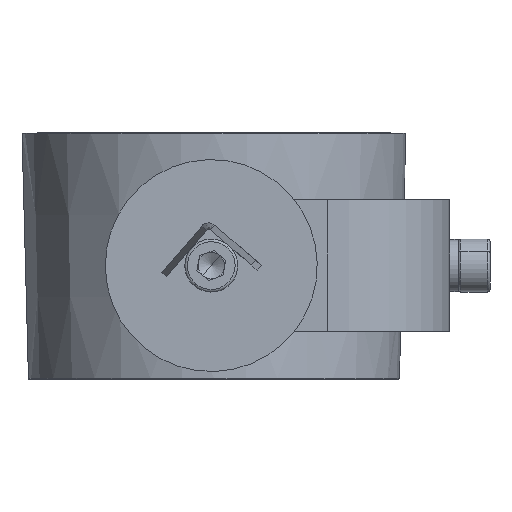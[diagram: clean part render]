
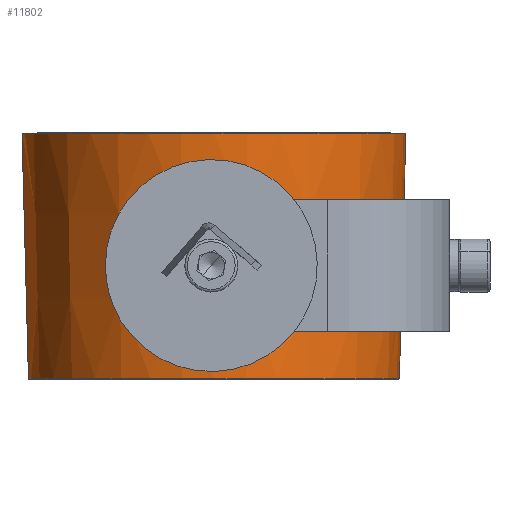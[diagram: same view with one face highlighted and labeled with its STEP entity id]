
A CAD part, front view. The second image highlights one B-rep face of the part: STEP entity #11802.
In plain terms, the highlighted conical face has half-angle 1.5 degrees and reference radius 35 mm.
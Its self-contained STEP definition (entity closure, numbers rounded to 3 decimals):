
#17 = CARTESIAN_POINT ( 'NONE',  ( 34.62, -7.244, 14.118 ) ) ;
#89 = CARTESIAN_POINT ( 'NONE',  ( 35.834, 0., 31.848 ) ) ;
#165 = CARTESIAN_POINT ( 'NONE',  ( 35.396, -5.349, 30.368 ) ) ;
#193 = LINE ( 'NONE', #256, #5042 ) ;
#228 = CARTESIAN_POINT ( 'NONE',  ( 34.155, -9.522, 17.471 ) ) ;
#245 = CARTESIAN_POINT ( 'NONE',  ( -35., 0., 0. ) ) ;
#256 = CARTESIAN_POINT ( 'NONE',  ( 35., 0., 0. ) ) ;
#333 = DIRECTION ( 'NONE',  ( -1., 0., 0. ) ) ;
#337 = CARTESIAN_POINT ( 'NONE',  ( 34.503, -9.134, 26.363 ) ) ;
#385 = CARTESIAN_POINT ( 'NONE',  ( 35.206, -2.665, 11.476 ) ) ;
#452 = EDGE_CURVE ( 'NONE', #5869, #10478, #3838, .T. ) ;
#526 = DIRECTION ( 'NONE',  ( 0.026, 0., 1. ) ) ;
#905 = EDGE_CURVE ( 'NONE', #2951, #9629, #8661, .T. ) ;
#1115 = CARTESIAN_POINT ( 'NONE',  ( 34.429, -9.362, 25.908 ) ) ;
#1181 = CARTESIAN_POINT ( 'NONE',  ( 34.084, -10.262, 22.73 ) ) ;
#1352 = CARTESIAN_POINT ( 'NONE',  ( 35.062, -4.233, 12.051 ) ) ;
#1524 = AXIS2_PLACEMENT_3D ( 'NONE', #11474, #3939, #333 ) ;
#1744 = ORIENTED_EDGE ( 'NONE', *, *, #4692, .T. ) ;
#1981 = CARTESIAN_POINT ( 'NONE',  ( 35.74, -2.535, 31.545 ) ) ;
#2035 = CARTESIAN_POINT ( 'NONE',  ( 34.296, -9.747, 24.971 ) ) ;
#2155 = CARTESIAN_POINT ( 'NONE',  ( 34.661, -8.612, 27.24 ) ) ;
#2460 = DIRECTION ( 'NONE',  ( 1., 0., 0. ) ) ;
#2473 = ORIENTED_EDGE ( 'NONE', *, *, #3884, .T. ) ;
#2525 = AXIS2_PLACEMENT_3D ( 'NONE', #5710, #9550, #3882 ) ;
#2857 = AXIS2_PLACEMENT_3D ( 'NONE', #5962, #10659, #2460 ) ;
#2934 = EDGE_CURVE ( 'NONE', #11621, #2951, #5761, .T. ) ;
#2951 = VERTEX_POINT ( 'NONE', #7253 ) ;
#2986 = CARTESIAN_POINT ( 'NONE',  ( 35.81, -1.283, 31.771 ) ) ;
#3109 = VERTEX_POINT ( 'NONE', #6587 ) ;
#3120 = CARTESIAN_POINT ( 'NONE',  ( 35.834, -0.258, 31.848 ) ) ;
#3179 = CARTESIAN_POINT ( 'NONE',  ( 34.052, -10.019, 18.915 ) ) ;
#3354 = LINE ( 'NONE', #5399, #4791 ) ;
#3838 = LINE ( 'NONE', #245, #8053 ) ;
#3882 = DIRECTION ( 'NONE',  ( -1., 0., 0. ) ) ;
#3884 = EDGE_CURVE ( 'NONE', #7586, #10478, #10976, .T. ) ;
#3886 = CARTESIAN_POINT ( 'NONE',  ( 34.14, -10.143, 23.488 ) ) ;
#3890 = CARTESIAN_POINT ( 'NONE',  ( 36.218, 0., 46.5 ) ) ;
#3939 = DIRECTION ( 'NONE',  ( 0., 0., 1. ) ) ;
#3999 = CARTESIAN_POINT ( 'NONE',  ( 34.024, -10.345, 21.458 ) ) ;
#4270 = FACE_OUTER_BOUND ( 'NONE', #8827, .T. ) ;
#4692 = EDGE_CURVE ( 'NONE', #9629, #7586, #193, .T. ) ;
#4736 = CARTESIAN_POINT ( 'NONE',  ( 34.743, -8.321, 27.654 ) ) ;
#4791 = VECTOR ( 'NONE', #526, 1000. ) ;
#4793 = CARTESIAN_POINT ( 'NONE',  ( 34.363, -8.554, 15.671 ) ) ;
#4863 = CARTESIAN_POINT ( 'NONE',  ( 34.91, -7.685, 28.435 ) ) ;
#4918 = CARTESIAN_POINT ( 'NONE',  ( 34.101, -10.229, 22.983 ) ) ;
#5042 = VECTOR ( 'NONE', #7655, 1000. ) ;
#5399 = CARTESIAN_POINT ( 'NONE',  ( 35., 0., 0. ) ) ;
#5486 = ORIENTED_EDGE ( 'NONE', *, *, #2934, .T. ) ;
#5656 = CARTESIAN_POINT ( 'NONE',  ( 34.237, -9.905, 24.488 ) ) ;
#5710 = CARTESIAN_POINT ( 'NONE',  ( 0., 0., 46.5 ) ) ;
#5722 = CARTESIAN_POINT ( 'NONE',  ( 35.292, 0., 11.148 ) ) ;
#5761 = B_SPLINE_CURVE_WITH_KNOTS ( 'NONE', 3,
 ( #5885, #6839, #6895, #9597, #10570, #385, #10506, #1352, #6010, #6071, #7869, #8524, #11527, #6966 ),
 .UNSPECIFIED., .F., .F.,
 ( 4, 2, 2, 2, 2, 2, 4 ),
 ( 0.057, 0.058, 0.059, 0.061, 0.062, 0.063, 0.065 ),
 .UNSPECIFIED. ) ;
#5778 = CARTESIAN_POINT ( 'NONE',  ( 34.304, -8.829, 16.098 ) ) ;
#5869 = VERTEX_POINT ( 'NONE', #11240 ) ;
#5885 = CARTESIAN_POINT ( 'NONE',  ( 35.292, 0., 11.148 ) ) ;
#5899 = CARTESIAN_POINT ( 'NONE',  ( 34.553, -7.609, 14.477 ) ) ;
#5900 = CARTESIAN_POINT ( 'NONE',  ( 35.282, -5.977, 29.945 ) ) ;
#5962 = CARTESIAN_POINT ( 'NONE',  ( 0., 0., 0. ) ) ;
#6010 = CARTESIAN_POINT ( 'NONE',  ( 35.028, -4.54, 12.195 ) ) ;
#6071 = CARTESIAN_POINT ( 'NONE',  ( 34.954, -5.132, 12.509 ) ) ;
#6587 = CARTESIAN_POINT ( 'NONE',  ( 35.005, 0., 0.195 ) ) ;
#6616 = CARTESIAN_POINT ( 'NONE',  ( 34.135, -9.618, 17.707 ) ) ;
#6668 = ORIENTED_EDGE ( 'NONE', *, *, #452, .F. ) ;
#6675 = CARTESIAN_POINT ( 'NONE',  ( 35.819, -1.029, 31.8 ) ) ;
#6734 = CARTESIAN_POINT ( 'NONE',  ( 35.774, -2.039, 31.658 ) ) ;
#6800 = CARTESIAN_POINT ( 'NONE',  ( 35.834, 0., 31.848 ) ) ;
#6839 = CARTESIAN_POINT ( 'NONE',  ( 35.292, -0.335, 11.148 ) ) ;
#6895 = CARTESIAN_POINT ( 'NONE',  ( 35.288, -0.67, 11.164 ) ) ;
#6966 = CARTESIAN_POINT ( 'NONE',  ( 34.62, -7.244, 14.118 ) ) ;
#7253 = CARTESIAN_POINT ( 'NONE',  ( 34.62, -7.244, 14.118 ) ) ;
#7518 = CARTESIAN_POINT ( 'NONE',  ( 34.226, -9.196, 16.772 ) ) ;
#7572 = CARTESIAN_POINT ( 'NONE',  ( 35.466, -4.911, 30.619 ) ) ;
#7586 = VERTEX_POINT ( 'NONE', #3890 ) ;
#7629 = CARTESIAN_POINT ( 'NONE',  ( 34.08, -9.88, 18.425 ) ) ;
#7655 = DIRECTION ( 'NONE',  ( 0.026, 0., 1. ) ) ;
#7695 = CARTESIAN_POINT ( 'NONE',  ( 35.121, -6.776, 29.316 ) ) ;
#7767 = CARTESIAN_POINT ( 'NONE',  ( 35.243, -6.181, 29.796 ) ) ;
#7869 = CARTESIAN_POINT ( 'NONE',  ( 34.915, -5.418, 12.679 ) ) ;
#8053 = VECTOR ( 'NONE', #10350, 1000. ) ;
#8415 = CARTESIAN_POINT ( 'NONE',  ( 34.012, -10.291, 20.433 ) ) ;
#8524 = CARTESIAN_POINT ( 'NONE',  ( 34.794, -6.249, 13.229 ) ) ;
#8531 = ORIENTED_EDGE ( 'NONE', *, *, #905, .T. ) ;
#8538 = CARTESIAN_POINT ( 'NONE',  ( 35.649, -3.511, 31.246 ) ) ;
#8661 = B_SPLINE_CURVE_WITH_KNOTS ( 'NONE', 3,
 ( #17, #5899, #8727, #4793, #5778, #7518, #9365, #228, #6616, #7629, #3179, #10227, #8415, #3999, #10291, #1181, #4918, #3886, #10401, #5656, #2035, #1115, #337, #2155, #4736, #4863, #11184, #7695, #11291, #7767, #5900, #165, #7572, #11236, #8538, #1981, #6734, #2986, #6675, #10337, #3120, #6800 ),
 .UNSPECIFIED., .F., .F.,
 ( 4, 2, 2, 2, 2, 2, 2, 2, 2, 2, 2, 2, 2, 2, 2, 2, 2, 2, 2, 2, 4 ),
 ( 0.065, 0.066, 0.068, 0.069, 0.07, 0.071, 0.073, 0.074, 0.075, 0.076, 0.077, 0.079, 0.08, 0.082, 0.083, 0.083, 0.085, 0.086, 0.088, 0.089, 0.089 ),
 .UNSPECIFIED. ) ;
#8727 = CARTESIAN_POINT ( 'NONE',  ( 34.487, -7.945, 14.861 ) ) ;
#8827 = EDGE_LOOP ( 'NONE', ( #6668, #11295, #11416, #5486, #8531, #1744, #2473 ) ) ;
#9279 = EDGE_CURVE ( 'NONE', #5869, #3109, #11709, .T. ) ;
#9361 = CARTESIAN_POINT ( 'NONE',  ( -36.218, 0., 46.5 ) ) ;
#9365 = CARTESIAN_POINT ( 'NONE',  ( 34.201, -9.311, 17.003 ) ) ;
#9388 = EDGE_CURVE ( 'NONE', #3109, #11621, #3354, .T. ) ;
#9550 = DIRECTION ( 'NONE',  ( 0., 0., -1. ) ) ;
#9597 = CARTESIAN_POINT ( 'NONE',  ( 35.27, -1.342, 11.23 ) ) ;
#9629 = VERTEX_POINT ( 'NONE', #89 ) ;
#9803 = CONICAL_SURFACE ( 'NONE', #2857, 35., 0.026 ) ;
#10227 = CARTESIAN_POINT ( 'NONE',  ( 34.019, -10.224, 19.917 ) ) ;
#10291 = CARTESIAN_POINT ( 'NONE',  ( 34.041, -10.335, 21.968 ) ) ;
#10337 = CARTESIAN_POINT ( 'NONE',  ( 35.831, -0.517, 31.839 ) ) ;
#10350 = DIRECTION ( 'NONE',  ( -0.026, 0., 1. ) ) ;
#10401 = CARTESIAN_POINT ( 'NONE',  ( 34.163, -10.09, 23.741 ) ) ;
#10478 = VERTEX_POINT ( 'NONE', #9361 ) ;
#10506 = CARTESIAN_POINT ( 'NONE',  ( 35.156, -3.304, 11.668 ) ) ;
#10570 = CARTESIAN_POINT ( 'NONE',  ( 35.257, -1.678, 11.28 ) ) ;
#10659 = DIRECTION ( 'NONE',  ( 0., 0., 1. ) ) ;
#10976 = CIRCLE ( 'NONE', #2525, 36.218 ) ;
#11184 = CARTESIAN_POINT ( 'NONE',  ( 34.995, -7.339, 28.802 ) ) ;
#11236 = CARTESIAN_POINT ( 'NONE',  ( 35.593, -3.994, 31.057 ) ) ;
#11240 = CARTESIAN_POINT ( 'NONE',  ( -35.005, 0., 0.195 ) ) ;
#11291 = CARTESIAN_POINT ( 'NONE',  ( 35.162, -6.58, 29.482 ) ) ;
#11295 = ORIENTED_EDGE ( 'NONE', *, *, #9279, .T. ) ;
#11416 = ORIENTED_EDGE ( 'NONE', *, *, #9388, .T. ) ;
#11474 = CARTESIAN_POINT ( 'NONE',  ( 0., 0., 0.195 ) ) ;
#11527 = CARTESIAN_POINT ( 'NONE',  ( 34.707, -6.765, 13.647 ) ) ;
#11621 = VERTEX_POINT ( 'NONE', #5722 ) ;
#11709 = CIRCLE ( 'NONE', #1524, 35.005 ) ;
#11802 = ADVANCED_FACE ( 'NONE', ( #4270 ), #9803, .T. ) ;
